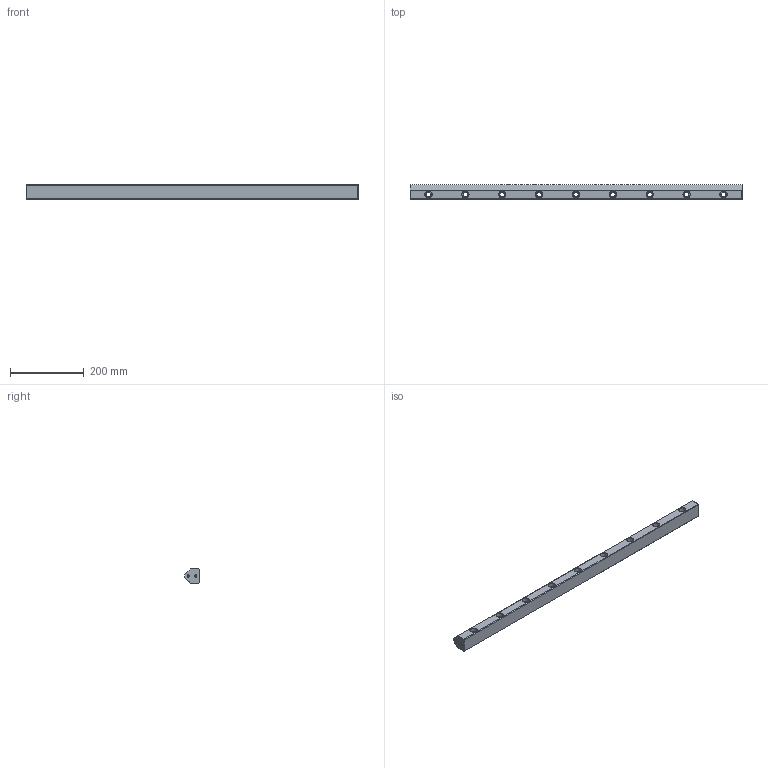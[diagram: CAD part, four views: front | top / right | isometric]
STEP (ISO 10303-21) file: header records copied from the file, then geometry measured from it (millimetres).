
FILE_DESCRIPTION(/* description */ (''),/* implementation_level */ '2;1');
FILE_NAME(/* name */ 'Rail V-7040x900.stp',/* time_stamp */ '2018-12-03T19:22:37+01:00',/* author */ (''),/* organization */ (''),/* preprocessor_version */ 'ST-DEVELOPER v16.7',/* originating_system */ 'SIEMENS PLM Software NX 12.0',/* authorisation */ '');
FILE_SCHEMA (('AUTOMOTIVE_DESIGN { 1 0 10303 214 3 1 1 1 }'));
Length unit declared in the file: millimetre
Products named in the file (1): 019967_A_1-Rail V-7040x900
Bounding box: 900 x 40 x 40 mm (x, y, z)
Volume: 1147655.4 mm3; surface area: 142497.4 mm2
Topology: 1 solids, 1 shells, 77 faces, 177 edges, 111 vertices
Faces by surface type: plane 29, cone 26, cylinder 22
Full cylindrical faces by diameter (mm): 5.25 x4, 12.5 x9, 18.5 x9
Entity records: 1852 total; most frequent: DIRECTION 334, CARTESIAN_POINT 288, ORIENTED_EDGE 224, EDGE_LOOP 152, AXIS2_PLACEMENT_3D 144, FACE_BOUND 140, EDGE_CURVE 112, VERTEX_POINT 98
